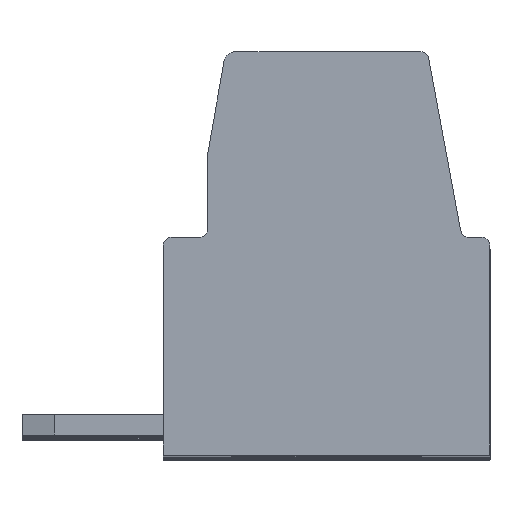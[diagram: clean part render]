
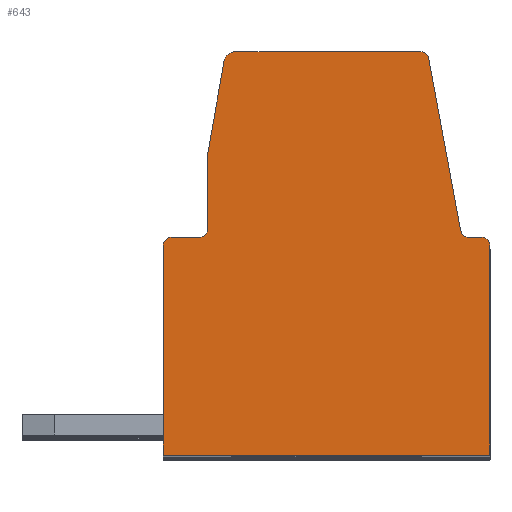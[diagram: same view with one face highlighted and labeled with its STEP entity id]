
A CAD part, top view. The second image highlights one B-rep face of the part: STEP entity #643.
In plain terms, the highlighted planar face has unit normal (0, 0, 1).
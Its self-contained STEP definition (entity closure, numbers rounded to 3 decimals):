
#643 = ADVANCED_FACE( '', ( #1236 ), #1237, .F. );
#1236 = FACE_OUTER_BOUND( '', #1810, .T. );
#1237 = PLANE( '', #1811 );
#1810 = EDGE_LOOP( '', ( #3397, #3398, #3399, #3400, #3401, #3402, #3403, #3404, #3405, #3406, #3407, #3408, #3409, #3410, #3411 ) );
#1811 = AXIS2_PLACEMENT_3D( '', #3412, #3413, #3414 );
#3397 = ORIENTED_EDGE( '', *, *, #3712, .T. );
#3398 = ORIENTED_EDGE( '', *, *, #4016, .T. );
#3399 = ORIENTED_EDGE( '', *, *, #3846, .F. );
#3400 = ORIENTED_EDGE( '', *, *, #4315, .T. );
#3401 = ORIENTED_EDGE( '', *, *, #4229, .T. );
#3402 = ORIENTED_EDGE( '', *, *, #4177, .T. );
#3403 = ORIENTED_EDGE( '', *, *, #4174, .T. );
#3404 = ORIENTED_EDGE( '', *, *, #4219, .T. );
#3405 = ORIENTED_EDGE( '', *, *, #4316, .F. );
#3406 = ORIENTED_EDGE( '', *, *, #4312, .T. );
#3407 = ORIENTED_EDGE( '', *, *, #3774, .F. );
#3408 = ORIENTED_EDGE( '', *, *, #4137, .T. );
#3409 = ORIENTED_EDGE( '', *, *, #4223, .T. );
#3410 = ORIENTED_EDGE( '', *, *, #4027, .T. );
#3411 = ORIENTED_EDGE( '', *, *, #4317, .F. );
#3412 = CARTESIAN_POINT( '', ( 1.014, -4.4, 0. ) );
#3413 = DIRECTION( '', ( 0., 0., -1. ) );
#3414 = DIRECTION( '', ( 0., 1., 0. ) );
#3712 = EDGE_CURVE( '', #4460, #4458, #4461, .T. );
#3774 = EDGE_CURVE( '', #4567, #4569, #4570, .T. );
#3846 = EDGE_CURVE( '', #4691, #4693, #4694, .T. );
#4016 = EDGE_CURVE( '', #4458, #4693, #4966, .T. );
#4027 = EDGE_CURVE( '', #4984, #4982, #4985, .T. );
#4137 = EDGE_CURVE( '', #4567, #5128, #5130, .T. );
#4174 = EDGE_CURVE( '', #5174, #5172, #5175, .T. );
#4177 = EDGE_CURVE( '', #5178, #5174, #5179, .T. );
#4219 = EDGE_CURVE( '', #5172, #5238, #5240, .T. );
#4223 = EDGE_CURVE( '', #5128, #4984, #5244, .T. );
#4229 = EDGE_CURVE( '', #5251, #5178, #5252, .T. );
#4312 = EDGE_CURVE( '', #5349, #4569, #5350, .T. );
#4315 = EDGE_CURVE( '', #4691, #5251, #5353, .T. );
#4316 = EDGE_CURVE( '', #5349, #5238, #5354, .T. );
#4317 = EDGE_CURVE( '', #4460, #4982, #5355, .T. );
#4458 = VERTEX_POINT( '', #5542 );
#4460 = VERTEX_POINT( '', #5545 );
#4461 = LINE( '', #5546, #5547 );
#4567 = VERTEX_POINT( '', #5698 );
#4569 = VERTEX_POINT( '', #5701 );
#4570 = CIRCLE( '', #5702, 0.2 );
#4691 = VERTEX_POINT( '', #5874 );
#4693 = VERTEX_POINT( '', #5877 );
#4694 = CIRCLE( '', #5878, 0.2 );
#4966 = LINE( '', #6275, #6276 );
#4982 = VERTEX_POINT( '', #6297 );
#4984 = VERTEX_POINT( '', #6300 );
#4985 = LINE( '', #6301, #6302 );
#5128 = VERTEX_POINT( '', #6505 );
#5130 = LINE( '', #6508, #6509 );
#5172 = VERTEX_POINT( '', #6571 );
#5174 = VERTEX_POINT( '', #6574 );
#5175 = LINE( '', #6575, #6576 );
#5178 = VERTEX_POINT( '', #6580 );
#5179 = LINE( '', #6581, #6582 );
#5238 = VERTEX_POINT( '', #6668 );
#5240 = LINE( '', #6671, #6672 );
#5244 = CIRCLE( '', #6677, 0.2 );
#5251 = VERTEX_POINT( '', #6687 );
#5252 = CIRCLE( '', #6688, 0.2 );
#5349 = VERTEX_POINT( '', #6828 );
#5350 = LINE( '', #6829, #6830 );
#5353 = LINE( '', #6834, #6835 );
#5354 = CIRCLE( '', #6836, 0.2 );
#5355 = CIRCLE( '', #6837, 0.3 );
#5542 = CARTESIAN_POINT( '', ( -6.796, 7.448, 0. ) );
#5545 = CARTESIAN_POINT( '', ( -6.39, 9.752, 0. ) );
#5546 = CARTESIAN_POINT( '', ( -11.36, -18.438, 0. ) );
#5547 = VECTOR( '', #6930, 1000. );
#5698 = CARTESIAN_POINT( '', ( -0.524, 5.564, 0. ) );
#5701 = CARTESIAN_POINT( '', ( -0.327, 5.4, 0. ) );
#5702 = AXIS2_PLACEMENT_3D( '', #6986, #6987, #6988 );
#5874 = CARTESIAN_POINT( '', ( -6.996, 5.4, 0. ) );
#5877 = CARTESIAN_POINT( '', ( -6.796, 5.6, 0. ) );
#5878 = AXIS2_PLACEMENT_3D( '', #7056, #7057, #7058 );
#6275 = CARTESIAN_POINT( '', ( -6.796, -18.438, 0. ) );
#6276 = VECTOR( '', #7241, 1000. );
#6297 = CARTESIAN_POINT( '', ( -6.094, 10., 0. ) );
#6300 = CARTESIAN_POINT( '', ( -1.512, 10., 0. ) );
#6301 = CARTESIAN_POINT( '', ( -16.21, 10., 0. ) );
#6302 = VECTOR( '', #7254, 1000. );
#6505 = CARTESIAN_POINT( '', ( -1.316, 9.836, 0. ) );
#6508 = CARTESIAN_POINT( '', ( 3.925, -18.438, 0. ) );
#6509 = VECTOR( '', #7364, 1000. );
#6571 = CARTESIAN_POINT( '', ( 0.204, 0., 0. ) );
#6574 = CARTESIAN_POINT( '', ( -7.896, 0., 0. ) );
#6575 = CARTESIAN_POINT( '', ( -16.21, 0., 0. ) );
#6576 = VECTOR( '', #7386, 1000. );
#6580 = CARTESIAN_POINT( '', ( -7.896, 5.2, 0. ) );
#6581 = CARTESIAN_POINT( '', ( -7.896, -18.438, 0. ) );
#6582 = VECTOR( '', #7388, 1000. );
#6668 = CARTESIAN_POINT( '', ( 0.204, 5.2, 0. ) );
#6671 = CARTESIAN_POINT( '', ( 0.204, -18.438, 0. ) );
#6672 = VECTOR( '', #7426, 1000. );
#6677 = AXIS2_PLACEMENT_3D( '', #7431, #7432, #7433 );
#6687 = CARTESIAN_POINT( '', ( -7.696, 5.4, 0. ) );
#6688 = AXIS2_PLACEMENT_3D( '', #7437, #7438, #7439 );
#6828 = CARTESIAN_POINT( '', ( 0.004, 5.4, 0. ) );
#6829 = CARTESIAN_POINT( '', ( -16.21, 5.4, 0. ) );
#6830 = VECTOR( '', #7498, 1000. );
#6834 = CARTESIAN_POINT( '', ( -16.21, 5.4, 0. ) );
#6835 = VECTOR( '', #7500, 1000. );
#6836 = AXIS2_PLACEMENT_3D( '', #7501, #7502, #7503 );
#6837 = AXIS2_PLACEMENT_3D( '', #7504, #7505, #7506 );
#6930 = DIRECTION( '', ( -0.174, -0.985, 0. ) );
#6986 = CARTESIAN_POINT( '', ( -0.327, 5.6, 0. ) );
#6987 = DIRECTION( '', ( 0., 0., 1. ) );
#6988 = DIRECTION( '', ( 1., 0., 0. ) );
#7056 = CARTESIAN_POINT( '', ( -6.996, 5.6, 0. ) );
#7057 = DIRECTION( '', ( 0., 0., 1. ) );
#7058 = DIRECTION( '', ( 1., 0., 0. ) );
#7241 = DIRECTION( '', ( 0., -1., 0. ) );
#7254 = DIRECTION( '', ( -1., 0., 0. ) );
#7364 = DIRECTION( '', ( -0.182, 0.983, 0. ) );
#7386 = DIRECTION( '', ( 1., 0., 0. ) );
#7388 = DIRECTION( '', ( 0., -1., 0. ) );
#7426 = DIRECTION( '', ( 0., 1., 0. ) );
#7431 = CARTESIAN_POINT( '', ( -1.512, 9.8, 0. ) );
#7432 = DIRECTION( '', ( 0., 0., 1. ) );
#7433 = DIRECTION( '', ( 1., 0., 0. ) );
#7437 = CARTESIAN_POINT( '', ( -7.696, 5.2, 0. ) );
#7438 = DIRECTION( '', ( 0., 0., 1. ) );
#7439 = DIRECTION( '', ( 1., 0., 0. ) );
#7498 = DIRECTION( '', ( -1., 0., 0. ) );
#7500 = DIRECTION( '', ( -1., 0., 0. ) );
#7501 = CARTESIAN_POINT( '', ( 0.004, 5.2, 0. ) );
#7502 = DIRECTION( '', ( 0., 0., -1. ) );
#7503 = DIRECTION( '', ( -1., 0., 0. ) );
#7504 = CARTESIAN_POINT( '', ( -6.094, 9.7, 0. ) );
#7505 = DIRECTION( '', ( 0., 0., -1. ) );
#7506 = DIRECTION( '', ( -1., 0., 0. ) );
